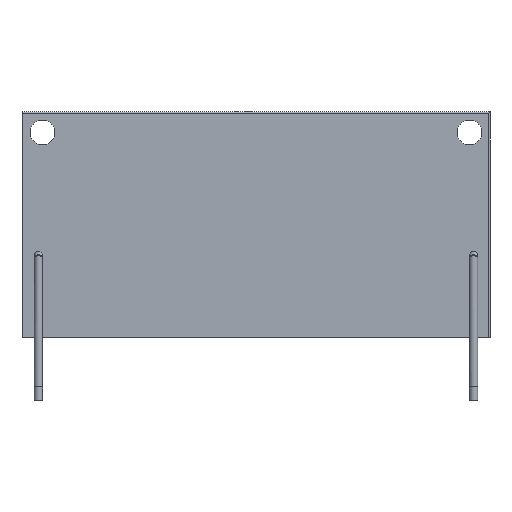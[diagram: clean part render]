
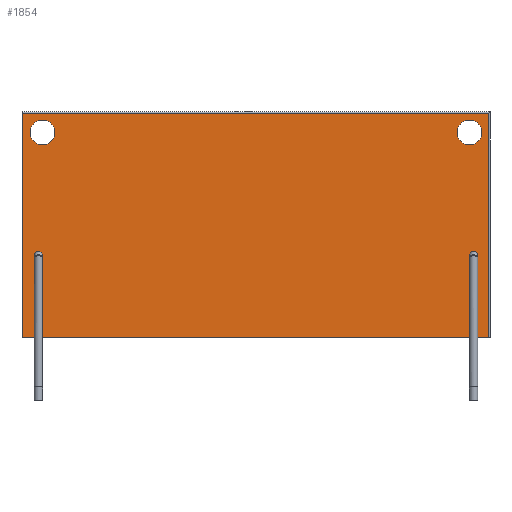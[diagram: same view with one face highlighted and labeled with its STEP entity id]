
A CAD part, front view. The second image highlights one B-rep face of the part: STEP entity #1854.
In plain terms, the highlighted planar face has unit normal (0, -1, 0).
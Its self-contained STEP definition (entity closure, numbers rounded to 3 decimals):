
#63=FACE_BOUND('',#343,.T.);
#64=FACE_BOUND('',#344,.T.);
#65=FACE_BOUND('',#345,.T.);
#66=FACE_BOUND('',#346,.T.);
#67=FACE_BOUND('',#347,.T.);
#68=FACE_BOUND('',#348,.T.);
#96=CIRCLE('',#2068,0.5);
#97=CIRCLE('',#2069,0.5);
#98=CIRCLE('',#2070,0.5);
#99=CIRCLE('',#2071,0.5);
#100=CIRCLE('',#2072,1.5);
#101=CIRCLE('',#2073,1.5);
#232=FACE_OUTER_BOUND('',#342,.T.);
#342=EDGE_LOOP('',(#1408,#1409,#1410,#1411));
#343=EDGE_LOOP('',(#1412));
#344=EDGE_LOOP('',(#1413));
#345=EDGE_LOOP('',(#1414));
#346=EDGE_LOOP('',(#1415));
#347=EDGE_LOOP('',(#1416));
#348=EDGE_LOOP('',(#1417));
#516=LINE('',#2959,#706);
#519=LINE('',#2970,#709);
#520=LINE('',#2973,#710);
#521=LINE('',#2974,#711);
#706=VECTOR('',#2369,10.);
#709=VECTOR('',#2380,10.);
#710=VECTOR('',#2383,10.);
#711=VECTOR('',#2384,10.);
#868=VERTEX_POINT('',#2957);
#869=VERTEX_POINT('',#2958);
#873=VERTEX_POINT('',#2968);
#874=VERTEX_POINT('',#2972);
#875=VERTEX_POINT('',#2975);
#876=VERTEX_POINT('',#2977);
#877=VERTEX_POINT('',#2979);
#878=VERTEX_POINT('',#2981);
#879=VERTEX_POINT('',#2983);
#880=VERTEX_POINT('',#2985);
#1059=EDGE_CURVE('',#868,#869,#516,.T.);
#1065=EDGE_CURVE('',#873,#868,#519,.T.);
#1066=EDGE_CURVE('',#874,#873,#520,.T.);
#1067=EDGE_CURVE('',#869,#874,#521,.T.);
#1068=EDGE_CURVE('',#875,#875,#96,.T.);
#1069=EDGE_CURVE('',#876,#876,#97,.T.);
#1070=EDGE_CURVE('',#877,#877,#98,.T.);
#1071=EDGE_CURVE('',#878,#878,#99,.T.);
#1072=EDGE_CURVE('',#879,#879,#100,.T.);
#1073=EDGE_CURVE('',#880,#880,#101,.T.);
#1408=ORIENTED_EDGE('',*,*,#1059,.F.);
#1409=ORIENTED_EDGE('',*,*,#1065,.F.);
#1410=ORIENTED_EDGE('',*,*,#1066,.F.);
#1411=ORIENTED_EDGE('',*,*,#1067,.F.);
#1412=ORIENTED_EDGE('',*,*,#1068,.T.);
#1413=ORIENTED_EDGE('',*,*,#1069,.T.);
#1414=ORIENTED_EDGE('',*,*,#1070,.T.);
#1415=ORIENTED_EDGE('',*,*,#1071,.T.);
#1416=ORIENTED_EDGE('',*,*,#1072,.T.);
#1417=ORIENTED_EDGE('',*,*,#1073,.T.);
#1776=PLANE('',#2067);
#1854=ADVANCED_FACE('',(#232,#63,#64,#65,#66,#67,#68),#1776,.F.);
#2067=AXIS2_PLACEMENT_3D('',#2971,#2381,#2382);
#2068=AXIS2_PLACEMENT_3D('',#2976,#2385,#2386);
#2069=AXIS2_PLACEMENT_3D('',#2978,#2387,#2388);
#2070=AXIS2_PLACEMENT_3D('',#2980,#2389,#2390);
#2071=AXIS2_PLACEMENT_3D('',#2982,#2391,#2392);
#2072=AXIS2_PLACEMENT_3D('',#2984,#2393,#2394);
#2073=AXIS2_PLACEMENT_3D('',#2986,#2395,#2396);
#2369=DIRECTION('',(0.,0.,-1.));
#2380=DIRECTION('',(1.,0.,0.));
#2381=DIRECTION('center_axis',(0.,1.,0.));
#2382=DIRECTION('ref_axis',(1.,0.,0.));
#2383=DIRECTION('',(0.,0.,1.));
#2384=DIRECTION('',(-1.,0.,0.));
#2385=DIRECTION('center_axis',(0.,1.,0.));
#2386=DIRECTION('ref_axis',(-1.,0.,0.));
#2387=DIRECTION('center_axis',(0.,1.,0.));
#2388=DIRECTION('ref_axis',(-1.,0.,0.));
#2389=DIRECTION('center_axis',(0.,1.,0.));
#2390=DIRECTION('ref_axis',(-1.,0.,0.));
#2391=DIRECTION('center_axis',(0.,1.,0.));
#2392=DIRECTION('ref_axis',(-1.,0.,0.));
#2393=DIRECTION('center_axis',(0.,1.,0.));
#2394=DIRECTION('ref_axis',(-1.,0.,0.));
#2395=DIRECTION('center_axis',(0.,1.,0.));
#2396=DIRECTION('ref_axis',(-1.,0.,0.));
#2957=CARTESIAN_POINT('',(28.3,0.,13.55));
#2958=CARTESIAN_POINT('',(28.3,0.,-13.75));
#2959=CARTESIAN_POINT('',(28.3,0.,6.875));
#2968=CARTESIAN_POINT('',(-28.5,0.,13.55));
#2970=CARTESIAN_POINT('',(-14.25,0.,13.55));
#2971=CARTESIAN_POINT('Origin',(0.,0.,0.));
#2972=CARTESIAN_POINT('',(-28.5,0.,-13.75));
#2973=CARTESIAN_POINT('',(-28.5,0.,-13.75));
#2974=CARTESIAN_POINT('',(28.5,0.,-13.75));
#2975=CARTESIAN_POINT('',(27.,0.,-8.75));
#2976=CARTESIAN_POINT('Origin',(26.5,0.,-8.75));
#2977=CARTESIAN_POINT('',(-26.,0.,-8.75));
#2978=CARTESIAN_POINT('Origin',(-26.5,0.,-8.75));
#2979=CARTESIAN_POINT('',(27.,0.,-3.75));
#2980=CARTESIAN_POINT('Origin',(26.5,0.,-3.75));
#2981=CARTESIAN_POINT('',(-26.,0.,-3.75));
#2982=CARTESIAN_POINT('Origin',(-26.5,0.,-3.75));
#2983=CARTESIAN_POINT('',(27.5,0.,11.25));
#2984=CARTESIAN_POINT('Origin',(26.,0.,11.25));
#2985=CARTESIAN_POINT('',(-24.5,0.,11.25));
#2986=CARTESIAN_POINT('Origin',(-26.,0.,11.25));
